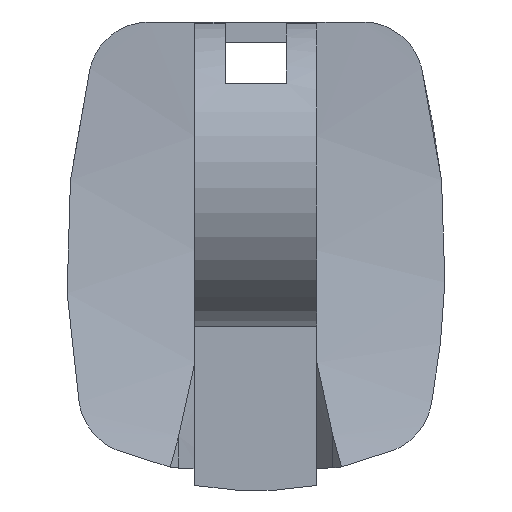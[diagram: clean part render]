
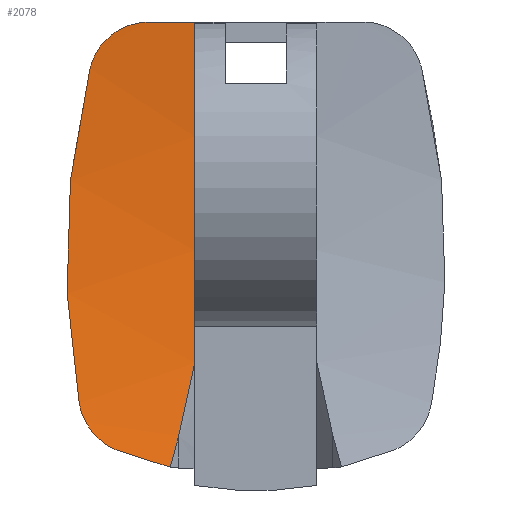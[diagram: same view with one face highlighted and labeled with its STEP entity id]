
A CAD part, front view. The second image highlights one B-rep face of the part: STEP entity #2078.
In plain terms, the highlighted free-form (B-spline) face has degree [3, 1] with [4, 2] control points.
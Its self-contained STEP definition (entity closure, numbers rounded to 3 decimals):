
#23 = B_SPLINE_CURVE_WITH_KNOTS ( 'NONE', 3,
 ( #400, #1233, #237, #884 ),
 .UNSPECIFIED., .F., .F.,
 ( 4, 4 ),
 ( 0.278, 0.911 ),
 .UNSPECIFIED. ) ;
#38 = CARTESIAN_POINT ( 'NONE',  ( -6.804, 6.871, -9.525 ) ) ;
#82 = CARTESIAN_POINT ( 'NONE',  ( -9.383, 6.532, -10.478 ) ) ;
#83 = CARTESIAN_POINT ( 'NONE',  ( -7.597, 7.028, -9.061 ) ) ;
#104 = CARTESIAN_POINT ( 'NONE',  ( -3., 6.532, -10.478 ) ) ;
#108 = ORIENTED_EDGE ( 'NONE', *, *, #836, .T. ) ;
#122 = CARTESIAN_POINT ( 'NONE',  ( -8.056, 9.659, 9.549 ) ) ;
#128 = CARTESIAN_POINT ( 'NONE',  ( -8.137, 9.661, 9.224 ) ) ;
#135 = DIRECTION ( 'NONE',  ( -1., 0., 0. ) ) ;
#157 = CARTESIAN_POINT ( 'NONE',  ( -9.123, 9.495, 3.722 ) ) ;
#190 = ORIENTED_EDGE ( 'NONE', *, *, #764, .T. ) ;
#237 = CARTESIAN_POINT ( 'NONE',  ( -3., 9.809, 5.892 ) ) ;
#252 = FACE_OUTER_BOUND ( 'NONE', #632, .T. ) ;
#280 = CARTESIAN_POINT ( 'NONE',  ( -3.916, 6.939, -9.336 ) ) ;
#303 = LINE ( 'NONE', #1600, #1594 ) ;
#304 = CARTESIAN_POINT ( 'NONE',  ( -5.225, 9.615, 11.5 ) ) ;
#311 = CARTESIAN_POINT ( 'NONE',  ( -6.518, 9.624, 11.228 ) ) ;
#367 = CARTESIAN_POINT ( 'NONE',  ( -3.783, 7.107, -8.819 ) ) ;
#372 = VERTEX_POINT ( 'NONE', #825 ) ;
#386 = EDGE_CURVE ( 'NONE', #1012, #1575, #2052, .T. ) ;
#396 = ORIENTED_EDGE ( 'NONE', *, *, #1779, .T. ) ;
#400 = CARTESIAN_POINT ( 'NONE',  ( -3., 8.115, -5.238 ) ) ;
#412 = CARTESIAN_POINT ( 'NONE',  ( -3., 9.115, -3.476 ) ) ;
#421 = CARTESIAN_POINT ( 'NONE',  ( -7.698, 7.056, -8.975 ) ) ;
#436 = B_SPLINE_CURVE_WITH_KNOTS ( 'NONE', 3,
 ( #38, #2009, #1357, #534 ),
 .UNSPECIFIED., .F., .F.,
 ( 4, 4 ),
 ( 0.002, 0.004 ),
 .UNSPECIFIED. ) ;
#472 = CARTESIAN_POINT ( 'NONE',  ( -8.722, 9.629, 6.49 ) ) ;
#482 = CARTESIAN_POINT ( 'NONE',  ( -8.671, 7.601, -7.199 ) ) ;
#509 = VERTEX_POINT ( 'NONE', #1602 ) ;
#531 = EDGE_CURVE ( 'NONE', #1575, #372, #1655, .T. ) ;
#534 = CARTESIAN_POINT ( 'NONE',  ( -4.203, 6.578, -10.353 ) ) ;
#563 = B_SPLINE_CURVE_WITH_KNOTS ( 'NONE', 3,
 ( #1437, #1394, #1906, #1274, #605, #1735, #1406, #421, #83, #2043, #732, #1077 ),
 .UNSPECIFIED., .F., .F.,
 ( 4, 2, 2, 2, 2, 4 ),
 ( 0., 0.001, 0.002, 0.002, 0.002, 0.003 ),
 .UNSPECIFIED. ) ;
#594 = CARTESIAN_POINT ( 'NONE',  ( -9.383, 9.872, 4.069 ) ) ;
#605 = CARTESIAN_POINT ( 'NONE',  ( -8.208, 7.243, -8.393 ) ) ;
#626 = CARTESIAN_POINT ( 'NONE',  ( -3.783, 7.107, -8.819 ) ) ;
#632 = EDGE_LOOP ( 'NONE', ( #108, #1830, #2108, #396, #1417, #847, #1962, #190 ) ) ;
#633 = CARTESIAN_POINT ( 'NONE',  ( -5.886, 9.617, 11.445 ) ) ;
#644 = CARTESIAN_POINT ( 'NONE',  ( -5.225, 9.615, 11.5 ) ) ;
#732 = CARTESIAN_POINT ( 'NONE',  ( -7.053, 6.905, -9.427 ) ) ;
#757 = VERTEX_POINT ( 'NONE', #2049 ) ;
#764 = EDGE_CURVE ( 'NONE', #1012, #757, #23, .T. ) ;
#792 = CARTESIAN_POINT ( 'NONE',  ( -5.56, 9.615, 11.5 ) ) ;
#804 = CARTESIAN_POINT ( 'NONE',  ( -8.903, 7.977, -5.878 ) ) ;
#820 = CARTESIAN_POINT ( 'NONE',  ( -4.056, 6.763, -9.847 ) ) ;
#825 = CARTESIAN_POINT ( 'NONE',  ( -4.203, 6.578, -10.353 ) ) ;
#828 = EDGE_CURVE ( 'NONE', #1359, #1758, #2117, .T. ) ;
#831 = CARTESIAN_POINT ( 'NONE',  ( -4.203, 6.578, -10.353 ) ) ;
#836 = EDGE_CURVE ( 'NONE', #757, #1359, #303, .T. ) ;
#847 = ORIENTED_EDGE ( 'NONE', *, *, #531, .F. ) ;
#884 = CARTESIAN_POINT ( 'NONE',  ( -3., 9.615, 11.5 ) ) ;
#926 = CARTESIAN_POINT ( 'NONE',  ( -7.336, 9.64, 10.658 ) ) ;
#929 = CARTESIAN_POINT ( 'NONE',  ( -9.383, 9.615, 11.5 ) ) ;
#931 = VERTEX_POINT ( 'NONE', #2092 ) ;
#937 = CARTESIAN_POINT ( 'NONE',  ( -7.923, 9.655, 9.854 ) ) ;
#959 = CARTESIAN_POINT ( 'NONE',  ( -8.137, 9.661, 9.224 ) ) ;
#984 = CARTESIAN_POINT ( 'NONE',  ( -3., 8.115, -5.238 ) ) ;
#1012 = VERTEX_POINT ( 'NONE', #984 ) ;
#1017 = B_SPLINE_SURFACE_WITH_KNOTS ( 'NONE', 3, 1, ( 
 ( #82, #104 ),
 ( #1063, #412 ),
 ( #594, #1916 ),
 ( #929, #1743 ) ),
 .UNSPECIFIED., .F., .F., .F.,
 ( 4, 4 ),
 ( 2, 2 ),
 ( 0.073, 0.911 ),
 ( 0., 1. ),
 .UNSPECIFIED. ) ;
#1063 = CARTESIAN_POINT ( 'NONE',  ( -9.383, 9.115, -3.476 ) ) ;
#1077 = CARTESIAN_POINT ( 'NONE',  ( -6.804, 6.871, -9.525 ) ) ;
#1107 = CARTESIAN_POINT ( 'NONE',  ( -8.456, 9.66, 7.863 ) ) ;
#1121 = CARTESIAN_POINT ( 'NONE',  ( -8.305, 9.665, 8.546 ) ) ;
#1128 = CARTESIAN_POINT ( 'NONE',  ( -3.783, 7.107, -8.819 ) ) ;
#1130 = CARTESIAN_POINT ( 'NONE',  ( -9.318, 9.046, -0.447 ) ) ;
#1207 = CARTESIAN_POINT ( 'NONE',  ( -3.481, 7.488, -7.647 ) ) ;
#1233 = CARTESIAN_POINT ( 'NONE',  ( -3., 9.425, 0.218 ) ) ;
#1274 = CARTESIAN_POINT ( 'NONE',  ( -8.344, 7.314, -8.168 ) ) ;
#1284 = CARTESIAN_POINT ( 'NONE',  ( -7.559, 9.646, 10.414 ) ) ;
#1285 = CARTESIAN_POINT ( 'NONE',  ( -8.836, 9.604, 5.798 ) ) ;
#1341 = EDGE_CURVE ( 'NONE', #1758, #509, #1864, .T. ) ;
#1357 = CARTESIAN_POINT ( 'NONE',  ( -5.092, 6.657, -10.137 ) ) ;
#1359 = VERTEX_POINT ( 'NONE', #304 ) ;
#1378 = CARTESIAN_POINT ( 'NONE',  ( -3., 8.115, -5.238 ) ) ;
#1394 = CARTESIAN_POINT ( 'NONE',  ( -8.626, 7.528, -7.454 ) ) ;
#1406 = CARTESIAN_POINT ( 'NONE',  ( -7.883, 7.116, -8.793 ) ) ;
#1417 = ORIENTED_EDGE ( 'NONE', *, *, #1923, .T. ) ;
#1437 = CARTESIAN_POINT ( 'NONE',  ( -8.671, 7.601, -7.199 ) ) ;
#1473 = CARTESIAN_POINT ( 'NONE',  ( -9.238, 9.379, 2.334 ) ) ;
#1575 = VERTEX_POINT ( 'NONE', #1128 ) ;
#1594 = VECTOR ( 'NONE', #135, 1000. ) ;
#1599 = CARTESIAN_POINT ( 'NONE',  ( -6.809, 9.629, 11.07 ) ) ;
#1600 = CARTESIAN_POINT ( 'NONE',  ( -9.729, 9.615, 11.5 ) ) ;
#1602 = CARTESIAN_POINT ( 'NONE',  ( -8.671, 7.601, -7.199 ) ) ;
#1655 = B_SPLINE_CURVE_WITH_KNOTS ( 'NONE', 3,
 ( #626, #280, #820, #831 ),
 .UNSPECIFIED., .F., .F.,
 ( 4, 4 ),
 ( 0., 0.002 ),
 .UNSPECIFIED. ) ;
#1735 = CARTESIAN_POINT ( 'NONE',  ( -7.969, 7.147, -8.697 ) ) ;
#1743 = CARTESIAN_POINT ( 'NONE',  ( -3., 9.615, 11.5 ) ) ;
#1758 = VERTEX_POINT ( 'NONE', #128 ) ;
#1779 = EDGE_CURVE ( 'NONE', #509, #931, #563, .T. ) ;
#1830 = ORIENTED_EDGE ( 'NONE', *, *, #828, .T. ) ;
#1840 = CARTESIAN_POINT ( 'NONE',  ( -3.225, 7.823, -6.452 ) ) ;
#1864 = B_SPLINE_CURVE_WITH_KNOTS ( 'NONE', 3,
 ( #959, #1121, #1107, #472, #1285, #157, #1473, #1130, #1957, #2101, #804, #482 ),
 .UNSPECIFIED., .F., .F.,
 ( 4, 2, 2, 2, 2, 4 ),
 ( 0.002, 0.004, 0.007, 0.011, 0.015, 0.019 ),
 .UNSPECIFIED. ) ;
#1906 = CARTESIAN_POINT ( 'NONE',  ( -8.552, 7.456, -7.699 ) ) ;
#1916 = CARTESIAN_POINT ( 'NONE',  ( -3., 9.872, 4.069 ) ) ;
#1923 = EDGE_CURVE ( 'NONE', #931, #372, #436, .T. ) ;
#1956 = CARTESIAN_POINT ( 'NONE',  ( -8.137, 9.661, 9.224 ) ) ;
#1957 = CARTESIAN_POINT ( 'NONE',  ( -9.282, 8.831, -1.825 ) ) ;
#1962 = ORIENTED_EDGE ( 'NONE', *, *, #386, .F. ) ;
#2009 = CARTESIAN_POINT ( 'NONE',  ( -5.958, 6.757, -9.858 ) ) ;
#2043 = CARTESIAN_POINT ( 'NONE',  ( -7.282, 6.949, -9.298 ) ) ;
#2049 = CARTESIAN_POINT ( 'NONE',  ( -3., 9.615, 11.5 ) ) ;
#2052 = B_SPLINE_CURVE_WITH_KNOTS ( 'NONE', 3,
 ( #1378, #1840, #1207, #367 ),
 .UNSPECIFIED., .F., .F.,
 ( 4, 4 ),
 ( 0., 0.004 ),
 .UNSPECIFIED. ) ;
#2078 = ADVANCED_FACE ( 'NONE', ( #252 ), #1017, .F. ) ;
#2092 = CARTESIAN_POINT ( 'NONE',  ( -6.804, 6.871, -9.525 ) ) ;
#2101 = CARTESIAN_POINT ( 'NONE',  ( -9.075, 8.296, -4.539 ) ) ;
#2108 = ORIENTED_EDGE ( 'NONE', *, *, #1341, .T. ) ;
#2117 = B_SPLINE_CURVE_WITH_KNOTS ( 'NONE', 3,
 ( #644, #792, #633, #311, #1599, #926, #1284, #937, #122, #1956 ),
 .UNSPECIFIED., .F., .F.,
 ( 4, 2, 2, 2, 4 ),
 ( 0., 0.001, 0.002, 0.003, 0.004 ),
 .UNSPECIFIED. ) ;
